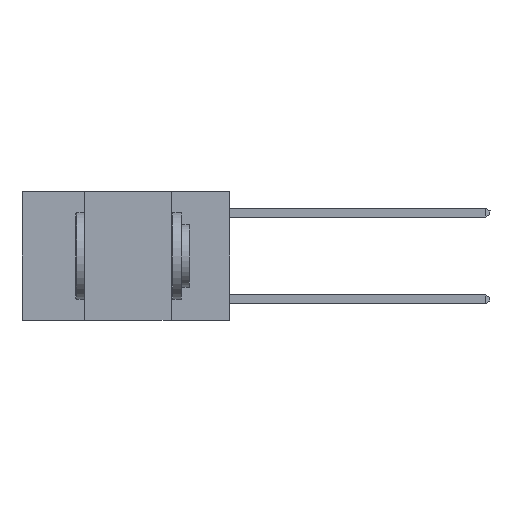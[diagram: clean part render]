
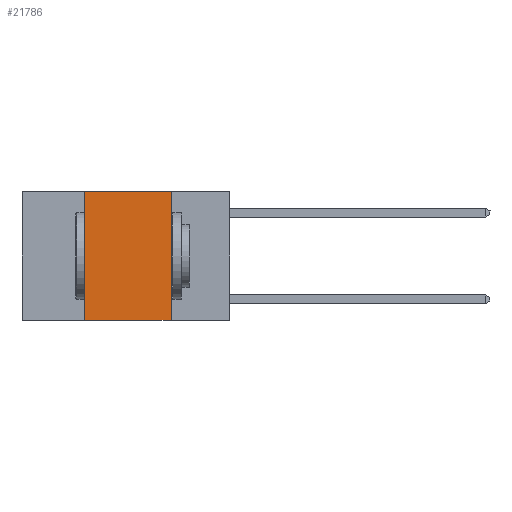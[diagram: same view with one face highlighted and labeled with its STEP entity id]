
A CAD part, left-side view. The second image highlights one B-rep face of the part: STEP entity #21786.
In plain terms, the highlighted planar face has unit normal (-1, 0, 0).
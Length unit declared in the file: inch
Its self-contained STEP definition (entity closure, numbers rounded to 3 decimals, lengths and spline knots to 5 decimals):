
#1163 = CARTESIAN_POINT ( 'NONE',  ( 0., 0.42, -0.37 ) ) ;
#3289 = CARTESIAN_POINT ( 'NONE',  ( 0., 0.17, 0. ) ) ;
#4923 = DIRECTION ( 'NONE',  ( 0., -1., 0. ) ) ;
#5372 = VERTEX_POINT ( 'NONE', #18001 ) ;
#5455 = VECTOR ( 'NONE', #9291, 39.37008 ) ;
#5474 = LINE ( 'NONE', #16695, #9581 ) ;
#5624 = ORIENTED_EDGE ( 'NONE', *, *, #18638, .F. ) ;
#7293 = ORIENTED_EDGE ( 'NONE', *, *, #17476, .F. ) ;
#7568 = CARTESIAN_POINT ( 'NONE',  ( 0., 0.17, 0. ) ) ;
#9291 = DIRECTION ( 'NONE',  ( 0., 0., -1. ) ) ;
#9420 = EDGE_CURVE ( 'NONE', #5372, #15766, #17526, .T. ) ;
#9581 = VECTOR ( 'NONE', #15000, 39.37008 ) ;
#9819 = DIRECTION ( 'NONE',  ( 0., -1., 0. ) ) ;
#9909 = EDGE_LOOP ( 'NONE', ( #5624, #10825, #7293, #16558 ) ) ;
#10548 = FACE_OUTER_BOUND ( 'NONE', #9909, .T. ) ;
#10593 = LINE ( 'NONE', #18497, #18759 ) ;
#10825 = ORIENTED_EDGE ( 'NONE', *, *, #9420, .F. ) ;
#11984 = DIRECTION ( 'NONE',  ( 0., 0., -1. ) ) ;
#12588 = VERTEX_POINT ( 'NONE', #1163 ) ;
#12652 = VERTEX_POINT ( 'NONE', #14081 ) ;
#14081 = CARTESIAN_POINT ( 'NONE',  ( 0., 0.17, -0.37 ) ) ;
#14736 = LINE ( 'NONE', #7568, #5455 ) ;
#15000 = DIRECTION ( 'NONE',  ( 0., 0., 1. ) ) ;
#15307 = AXIS2_PLACEMENT_3D ( 'NONE', #18897, #22342, #11984 ) ;
#15387 = CARTESIAN_POINT ( 'NONE',  ( 0., 0.6, 0. ) ) ;
#15766 = VERTEX_POINT ( 'NONE', #3289 ) ;
#16558 = ORIENTED_EDGE ( 'NONE', *, *, #20920, .T. ) ;
#16695 = CARTESIAN_POINT ( 'NONE',  ( 0., 0.42, 0. ) ) ;
#16984 = VECTOR ( 'NONE', #4923, 39.37008 ) ;
#17476 = EDGE_CURVE ( 'NONE', #12588, #5372, #5474, .T. ) ;
#17526 = LINE ( 'NONE', #15387, #16984 ) ;
#18001 = CARTESIAN_POINT ( 'NONE',  ( 0., 0.42, 0. ) ) ;
#18497 = CARTESIAN_POINT ( 'NONE',  ( 0., 0.6, -0.37 ) ) ;
#18638 = EDGE_CURVE ( 'NONE', #15766, #12652, #14736, .T. ) ;
#18759 = VECTOR ( 'NONE', #9819, 39.37008 ) ;
#18897 = CARTESIAN_POINT ( 'NONE',  ( 0., 0.6, 0. ) ) ;
#20615 = PLANE ( 'NONE',  #15307 ) ;
#20920 = EDGE_CURVE ( 'NONE', #12588, #12652, #10593, .T. ) ;
#21786 = ADVANCED_FACE ( 'NONE', ( #10548 ), #20615, .F. ) ;
#22342 = DIRECTION ( 'NONE',  ( 1., 0., 0. ) ) ;
